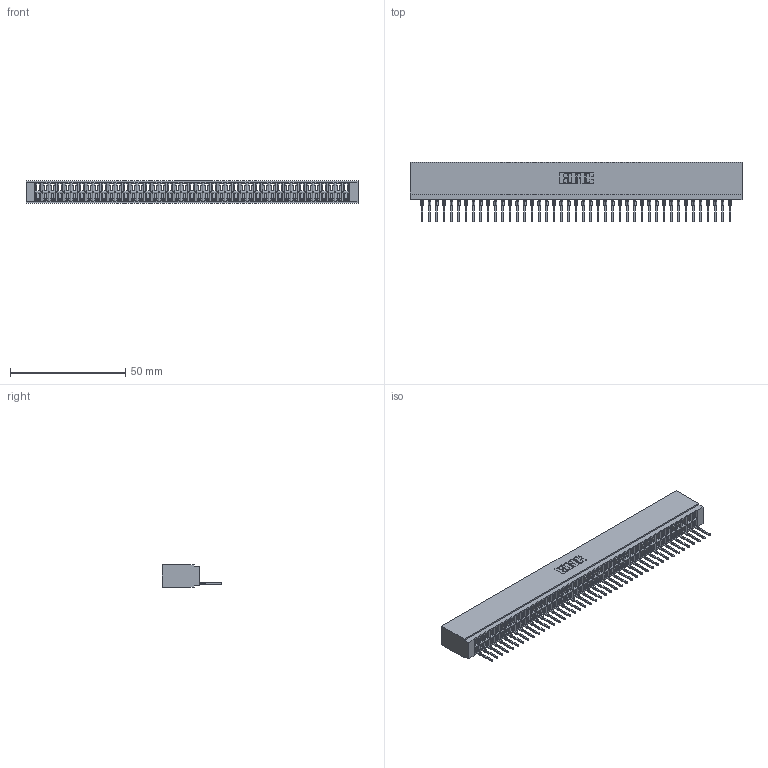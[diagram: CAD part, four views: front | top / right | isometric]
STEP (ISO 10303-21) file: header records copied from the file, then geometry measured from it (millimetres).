
FILE_DESCRIPTION (( 'STEP AP203' ), '1' );
FILE_NAME ('746-043-527-101.STEP', '2026-03-04T16:53:57', ( '' ), ( '' ), 'SwSTEP 2.0', 'SolidWorks 2023', '' );
FILE_SCHEMA (( 'CONFIG_CONTROL_DESIGN' ));
Length unit declared in the file: millimetre
Products named in the file (3): 746-043-527-101; 746 Part_.515 Slot Depth - 01; 746-292-001_527
Assembly tree (44 placements, depth 2):
  746-043-527-101
    746 Part_.515 Slot Depth - 01
    746-292-001_527  x43
Bounding box: 143.76 x 25.9 x 9.91 mm (x, y, z)
Volume: 15047.6 mm3; surface area: 22584.2 mm2
Topology: 44 solids, 44 shells, 4741 faces, 13464 edges, 8646 vertices
Faces by surface type: plane 2764, bspline 860, cylinder 859, torus 258
Entity records: 64835 total; most frequent: CARTESIAN_POINT 13112, ORIENTED_EDGE 11388, DIRECTION 9420, EDGE_CURVE 5694, VECTOR 5080, LINE 5080, VERTEX_POINT 3774, AXIS2_PLACEMENT_3D 2170
